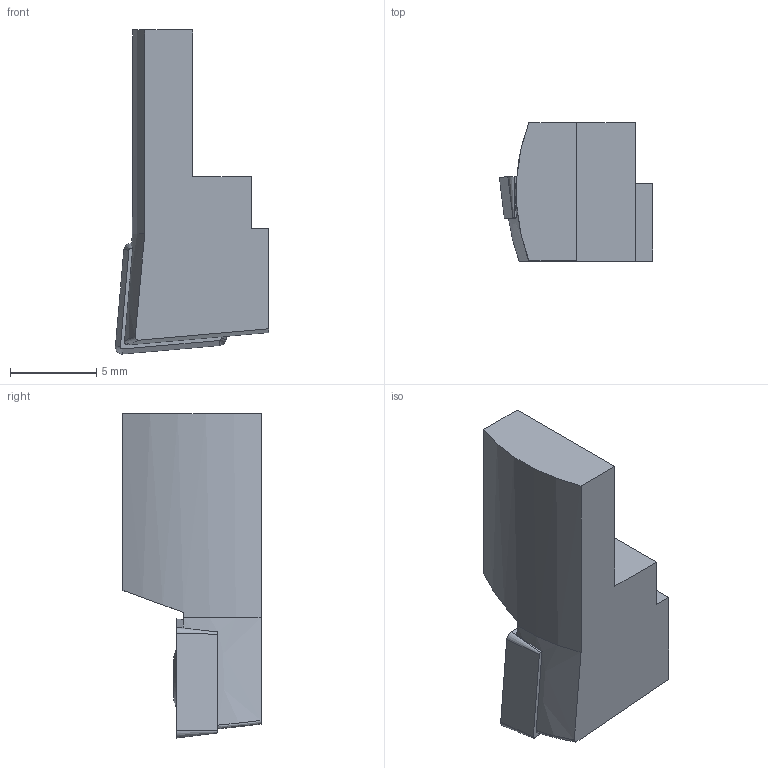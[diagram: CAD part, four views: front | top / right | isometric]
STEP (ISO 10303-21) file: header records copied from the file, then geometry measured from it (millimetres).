
FILE_DESCRIPTION(/* description */ (''),/* implementation_level */ '2;1');
FILE_NAME(/* name */ 'A72610_Basic.stp',/* time_stamp */ '2023-03-17T15:57:18+05:00',/* author */ (''),/* organization */ (''),/* preprocessor_version */ 'ST-DEVELOPER v16.7',/* originating_system */ 'SIEMENS PLM Software NX 12.0',/* authorisation */ '');
FILE_SCHEMA (('AUTOMOTIVE_DESIGN { 1 0 10303 214 3 1 1 1 }'));
Length unit declared in the file: millimetre
Products named in the file (4): CUT; NOCUT; ASSEMBLY_CONSTRUCTION; A72610_Main
Assembly tree (3 placements, depth 2):
  A72610_Main
    ASSEMBLY_CONSTRUCTION
    NOCUT
    CUT
Bounding box: 8.88 x 8 x 18.78 mm (x, y, z)
Volume: 615.1 mm3; surface area: 706.5 mm2
Topology: 2 solids, 2 shells, 49 faces, 130 edges, 92 vertices
Faces by surface type: plane 22, cylinder 17, cone 8, bspline 1, sphere 1
Full cylindrical faces by diameter (mm): 2.5 x2, 3.45 x1, 3.5 x1
Entity records: 1832 total; most frequent: CARTESIAN_POINT 508, DIRECTION 247, ORIENTED_EDGE 232, EDGE_CURVE 116, AXIS2_PLACEMENT_3D 91, VERTEX_POINT 81, LINE 65, VECTOR 65
